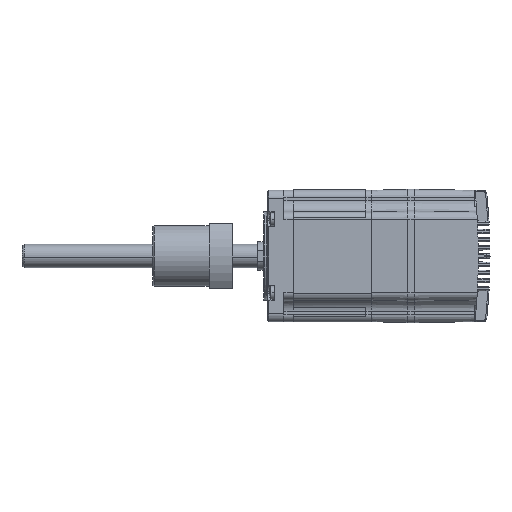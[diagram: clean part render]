
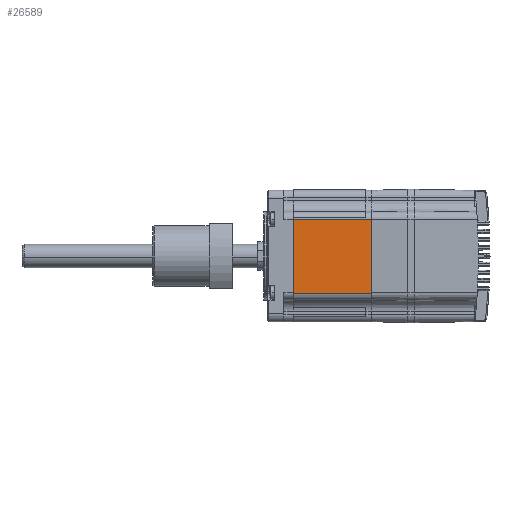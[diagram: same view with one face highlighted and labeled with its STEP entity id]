
A CAD part, left-side view. The second image highlights one B-rep face of the part: STEP entity #26589.
In plain terms, the highlighted planar face has unit normal (-1, 0, 0).
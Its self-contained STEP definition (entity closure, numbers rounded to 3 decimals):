
#1667 = DIRECTION ( 'NONE',  ( 0., 0., -1. ) ) ;
#4294 = CARTESIAN_POINT ( 'NONE',  ( -17.293, -62.501, 36.35 ) ) ;
#5396 = VERTEX_POINT ( 'NONE', #13824 ) ;
#6006 = VECTOR ( 'NONE', #40448, 1000. ) ;
#6607 = CARTESIAN_POINT ( 'NONE',  ( -17.293, -29.001, 77.325 ) ) ;
#6633 = EDGE_CURVE ( 'NONE', #23569, #5396, #22874, .T. ) ;
#8259 = EDGE_CURVE ( 'NONE', #33882, #15435, #32198, .T. ) ;
#8962 = ORIENTED_EDGE ( 'NONE', *, *, #26675, .F. ) ;
#11797 = DIRECTION ( 'NONE',  ( 0., -1., 0. ) ) ;
#12474 = DIRECTION ( 'NONE',  ( 1., 0., 0. ) ) ;
#13135 = VECTOR ( 'NONE', #1667, 1000. ) ;
#13824 = CARTESIAN_POINT ( 'NONE',  ( -17.293, -29.001, 45.725 ) ) ;
#14899 = CARTESIAN_POINT ( 'NONE',  ( -17.293, -29.001, 77.325 ) ) ;
#15435 = VERTEX_POINT ( 'NONE', #18817 ) ;
#15604 = ORIENTED_EDGE ( 'NONE', *, *, #6633, .T. ) ;
#16054 = CARTESIAN_POINT ( 'NONE',  ( -17.293, -62.501, 45.725 ) ) ;
#16369 = ORIENTED_EDGE ( 'NONE', *, *, #8259, .F. ) ;
#18817 = CARTESIAN_POINT ( 'NONE',  ( -17.293, -62.501, 45.725 ) ) ;
#19980 = LINE ( 'NONE', #34744, #28694 ) ;
#22272 = VECTOR ( 'NONE', #38989, 1000. ) ;
#22874 = LINE ( 'NONE', #14899, #13135 ) ;
#23446 = EDGE_LOOP ( 'NONE', ( #8962, #16369, #33547, #15604 ) ) ;
#23569 = VERTEX_POINT ( 'NONE', #6607 ) ;
#24317 = FACE_OUTER_BOUND ( 'NONE', #23446, .T. ) ;
#25495 = PLANE ( 'NONE',  #33666 ) ;
#26589 = ADVANCED_FACE ( 'NONE', ( #24317 ), #25495, .F. ) ;
#26675 = EDGE_CURVE ( 'NONE', #15435, #5396, #39712, .T. ) ;
#28694 = VECTOR ( 'NONE', #11797, 1000. ) ;
#29865 = CARTESIAN_POINT ( 'NONE',  ( -17.293, -62.501, 77.325 ) ) ;
#31660 = EDGE_CURVE ( 'NONE', #23569, #33882, #19980, .T. ) ;
#32198 = LINE ( 'NONE', #4294, #6006 ) ;
#33547 = ORIENTED_EDGE ( 'NONE', *, *, #31660, .F. ) ;
#33666 = AXIS2_PLACEMENT_3D ( 'NONE', #38543, #12474, #35399 ) ;
#33882 = VERTEX_POINT ( 'NONE', #29865 ) ;
#34744 = CARTESIAN_POINT ( 'NONE',  ( -17.293, -62.501, 77.325 ) ) ;
#35399 = DIRECTION ( 'NONE',  ( 0., -1., 0. ) ) ;
#38543 = CARTESIAN_POINT ( 'NONE',  ( -17.293, -62.501, 77.325 ) ) ;
#38989 = DIRECTION ( 'NONE',  ( 0., 1., 0. ) ) ;
#39712 = LINE ( 'NONE', #16054, #22272 ) ;
#40448 = DIRECTION ( 'NONE',  ( 0., 0., -1. ) ) ;
